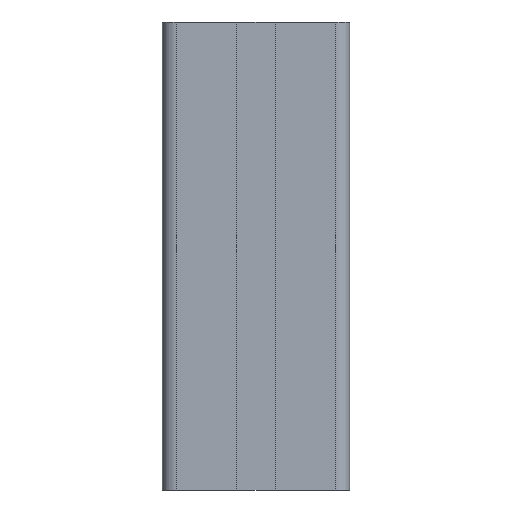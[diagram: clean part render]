
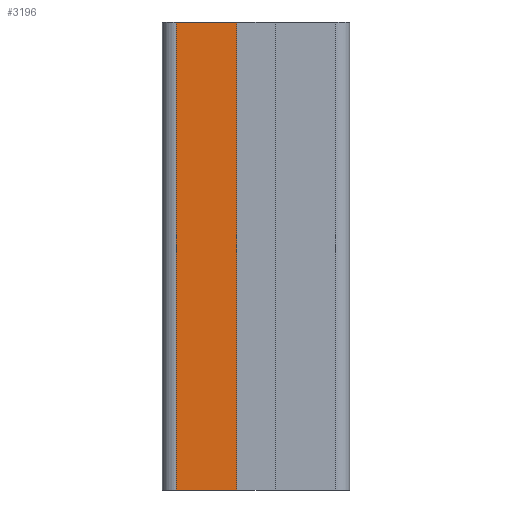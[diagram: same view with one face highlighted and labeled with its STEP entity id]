
A CAD part, left-side view. The second image highlights one B-rep face of the part: STEP entity #3196.
In plain terms, the highlighted planar face has unit normal (-1, 0, 0).
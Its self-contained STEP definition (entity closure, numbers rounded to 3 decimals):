
#1268=CARTESIAN_POINT('',(-20.,4.1,0.0));
#1269=VERTEX_POINT('',#1268);
#1276=CARTESIAN_POINT('',(-20.,17.,0.0));
#1277=VERTEX_POINT('',#1276);
#1278=CARTESIAN_POINT('',(-20.,4.1,0.0));
#1279=DIRECTION('',(0.0,1.0,0.0));
#1280=VECTOR('',#1279,12.9);
#1281=LINE('',#1278,#1280);
#1282=EDGE_CURVE('',#1269,#1277,#1281,.T.);
#2958=CARTESIAN_POINT('',(-20.,4.1,100.0));
#2959=VERTEX_POINT('',#2958);
#2968=CARTESIAN_POINT('',(-20.,4.1,0.0));
#2969=DIRECTION('',(0.0,0.0,1.0));
#2970=VECTOR('',#2969,100.0);
#2971=LINE('',#2968,#2970);
#2972=EDGE_CURVE('',#1269,#2959,#2971,.T.);
#3173=CARTESIAN_POINT('',(-20.,4.1,0.0));
#3174=DIRECTION('',(-1.0,0.0,0.0));
#3175=DIRECTION('',(0.0,0.0,1.0));
#3176=AXIS2_PLACEMENT_3D('',#3173,#3174,#3175);
#3177=PLANE('',#3176);
#3178=ORIENTED_EDGE('',*,*,#2972,.T.);
#3179=CARTESIAN_POINT('',(-20.,17.,100.0));
#3180=VERTEX_POINT('',#3179);
#3181=CARTESIAN_POINT('',(-20.,4.1,100.0));
#3182=DIRECTION('',(0.0,1.0,0.0));
#3183=VECTOR('',#3182,12.9);
#3184=LINE('',#3181,#3183);
#3185=EDGE_CURVE('',#2959,#3180,#3184,.T.);
#3186=ORIENTED_EDGE('',*,*,#3185,.T.);
#3187=CARTESIAN_POINT('',(-20.,17.,0.0));
#3188=DIRECTION('',(0.0,0.0,1.0));
#3189=VECTOR('',#3188,100.0);
#3190=LINE('',#3187,#3189);
#3191=EDGE_CURVE('',#1277,#3180,#3190,.T.);
#3192=ORIENTED_EDGE('',*,*,#3191,.F.);
#3193=ORIENTED_EDGE('',*,*,#1282,.F.);
#3194=EDGE_LOOP('',(#3178,#3186,#3192,#3193));
#3195=FACE_OUTER_BOUND('',#3194,.T.);
#3196=ADVANCED_FACE('',(#3195),#3177,.T.);
